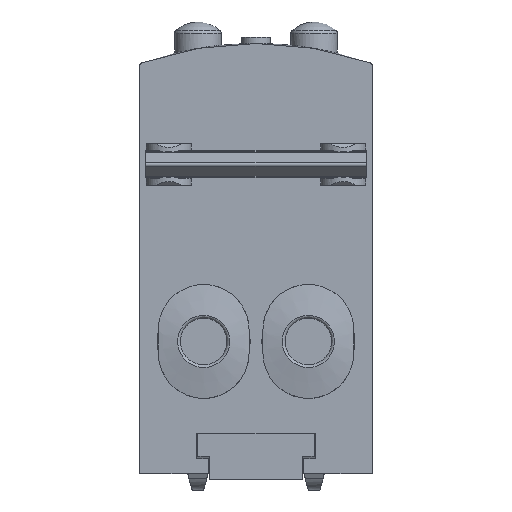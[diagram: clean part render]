
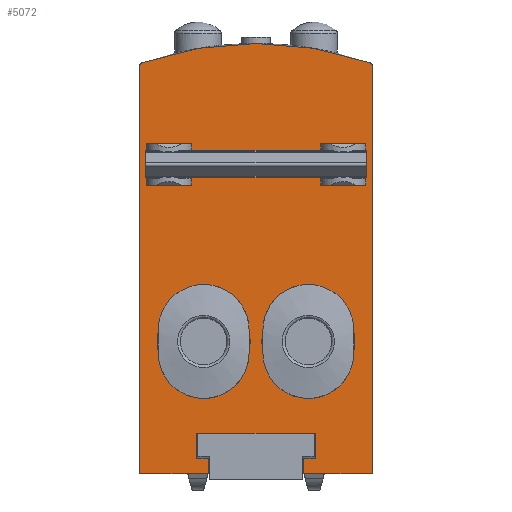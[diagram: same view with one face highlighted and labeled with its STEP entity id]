
A CAD part, front view. The second image highlights one B-rep face of the part: STEP entity #5072.
In plain terms, the highlighted planar face has unit normal (0, -1, 0).
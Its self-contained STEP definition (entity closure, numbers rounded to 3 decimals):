
#69=PLANE('',#5366);
#276=CIRCLE('',#5343,30.);
#289=CIRCLE('',#5367,0.3);
#290=CIRCLE('',#5368,0.3);
#291=CIRCLE('',#5369,4.);
#292=CIRCLE('',#5370,4.);
#543=ORIENTED_EDGE('',*,*,#1431,.F.);
#544=ORIENTED_EDGE('',*,*,#1461,.F.);
#545=ORIENTED_EDGE('',*,*,#1442,.F.);
#546=ORIENTED_EDGE('',*,*,#1572,.F.);
#547=ORIENTED_EDGE('',*,*,#1465,.F.);
#548=ORIENTED_EDGE('',*,*,#1495,.F.);
#549=ORIENTED_EDGE('',*,*,#1476,.F.);
#550=ORIENTED_EDGE('',*,*,#1573,.F.);
#551=ORIENTED_EDGE('',*,*,#1444,.F.);
#552=ORIENTED_EDGE('',*,*,#1574,.T.);
#553=ORIENTED_EDGE('',*,*,#1448,.F.);
#554=ORIENTED_EDGE('',*,*,#1459,.T.);
#555=ORIENTED_EDGE('',*,*,#1478,.F.);
#556=ORIENTED_EDGE('',*,*,#1575,.T.);
#557=ORIENTED_EDGE('',*,*,#1482,.F.);
#558=ORIENTED_EDGE('',*,*,#1493,.T.);
#559=ORIENTED_EDGE('',*,*,#1576,.F.);
#560=ORIENTED_EDGE('',*,*,#1577,.F.);
#561=ORIENTED_EDGE('',*,*,#1578,.F.);
#562=ORIENTED_EDGE('',*,*,#1511,.F.);
#563=ORIENTED_EDGE('',*,*,#1579,.F.);
#564=ORIENTED_EDGE('',*,*,#1580,.T.);
#565=ORIENTED_EDGE('',*,*,#1581,.F.);
#566=ORIENTED_EDGE('',*,*,#1582,.T.);
#567=ORIENTED_EDGE('',*,*,#1583,.T.);
#568=ORIENTED_EDGE('',*,*,#1584,.T.);
#569=ORIENTED_EDGE('',*,*,#1561,.T.);
#570=ORIENTED_EDGE('',*,*,#1585,.T.);
#571=ORIENTED_EDGE('',*,*,#1569,.T.);
#572=ORIENTED_EDGE('',*,*,#1586,.T.);
#573=ORIENTED_EDGE('',*,*,#1587,.T.);
#574=ORIENTED_EDGE('',*,*,#1588,.T.);
#575=ORIENTED_EDGE('',*,*,#1589,.F.);
#576=ORIENTED_EDGE('',*,*,#1590,.F.);
#1431=EDGE_CURVE('',#1951,#1952,#2303,.F.);
#1442=EDGE_CURVE('',#1962,#1948,#2304,.T.);
#1444=EDGE_CURVE('',#1963,#1965,#2305,.F.);
#1448=EDGE_CURVE('',#1968,#1969,#2306,.T.);
#1459=EDGE_CURVE('',#1968,#1965,#2308,.T.);
#1461=EDGE_CURVE('',#1948,#1951,#2310,.T.);
#1465=EDGE_CURVE('',#1981,#1982,#2311,.F.);
#1476=EDGE_CURVE('',#1992,#1978,#2312,.T.);
#1478=EDGE_CURVE('',#1993,#1995,#2313,.F.);
#1482=EDGE_CURVE('',#1998,#1999,#2314,.T.);
#1493=EDGE_CURVE('',#1998,#1995,#2316,.T.);
#1495=EDGE_CURVE('',#1978,#1981,#2318,.T.);
#1511=EDGE_CURVE('',#2023,#2024,#276,.T.);
#1561=EDGE_CURVE('',#2069,#2068,#2351,.T.);
#1569=EDGE_CURVE('',#2077,#2076,#2359,.T.);
#1572=EDGE_CURVE('',#1952,#1962,#2362,.T.);
#1573=EDGE_CURVE('',#1982,#1992,#2363,.T.);
#1574=EDGE_CURVE('',#1963,#1969,#2364,.T.);
#1575=EDGE_CURVE('',#1993,#1999,#2365,.T.);
#1576=EDGE_CURVE('',#2079,#2080,#2366,.T.);
#1577=EDGE_CURVE('',#2081,#2079,#2367,.T.);
#1578=EDGE_CURVE('',#2024,#2081,#289,.T.);
#1579=EDGE_CURVE('',#2082,#2023,#290,.T.);
#1580=EDGE_CURVE('',#2082,#2083,#2368,.T.);
#1581=EDGE_CURVE('',#2084,#2083,#2369,.T.);
#1582=EDGE_CURVE('',#2084,#2085,#2370,.T.);
#1583=EDGE_CURVE('',#2085,#2086,#2371,.T.);
#1584=EDGE_CURVE('',#2086,#2069,#2372,.T.);
#1585=EDGE_CURVE('',#2068,#2077,#2373,.T.);
#1586=EDGE_CURVE('',#2076,#2087,#2374,.T.);
#1587=EDGE_CURVE('',#2087,#2088,#2375,.T.);
#1588=EDGE_CURVE('',#2088,#2080,#2376,.T.);
#1589=EDGE_CURVE('',#2089,#2089,#291,.F.);
#1590=EDGE_CURVE('',#2090,#2090,#292,.F.);
#1948=VERTEX_POINT('',#6781);
#1951=VERTEX_POINT('',#6786);
#1952=VERTEX_POINT('',#6788);
#1962=VERTEX_POINT('',#6826);
#1963=VERTEX_POINT('',#6830);
#1965=VERTEX_POINT('',#6833);
#1968=VERTEX_POINT('',#6839);
#1969=VERTEX_POINT('',#6841);
#1978=VERTEX_POINT('',#6885);
#1981=VERTEX_POINT('',#6890);
#1982=VERTEX_POINT('',#6892);
#1992=VERTEX_POINT('',#6930);
#1993=VERTEX_POINT('',#6934);
#1995=VERTEX_POINT('',#6937);
#1998=VERTEX_POINT('',#6943);
#1999=VERTEX_POINT('',#6945);
#2023=VERTEX_POINT('',#7030);
#2024=VERTEX_POINT('',#7031);
#2068=VERTEX_POINT('',#7190);
#2069=VERTEX_POINT('',#7192);
#2076=VERTEX_POINT('',#7206);
#2077=VERTEX_POINT('',#7208);
#2079=VERTEX_POINT('',#7218);
#2080=VERTEX_POINT('',#7219);
#2081=VERTEX_POINT('',#7221);
#2082=VERTEX_POINT('',#7224);
#2083=VERTEX_POINT('',#7226);
#2084=VERTEX_POINT('',#7228);
#2085=VERTEX_POINT('',#7230);
#2086=VERTEX_POINT('',#7232);
#2087=VERTEX_POINT('',#7236);
#2088=VERTEX_POINT('',#7238);
#2089=VERTEX_POINT('',#7241);
#2090=VERTEX_POINT('',#7243);
#2303=LINE('',#6787,#2641);
#2304=LINE('',#6827,#2642);
#2305=LINE('',#6832,#2643);
#2306=LINE('',#6840,#2644);
#2308=LINE('',#6879,#2646);
#2310=LINE('',#6882,#2648);
#2311=LINE('',#6891,#2649);
#2312=LINE('',#6931,#2650);
#2313=LINE('',#6936,#2651);
#2314=LINE('',#6944,#2652);
#2316=LINE('',#6983,#2654);
#2318=LINE('',#6986,#2656);
#2351=LINE('',#7191,#2689);
#2359=LINE('',#7207,#2697);
#2362=LINE('',#7213,#2700);
#2363=LINE('',#7214,#2701);
#2364=LINE('',#7215,#2702);
#2365=LINE('',#7216,#2703);
#2366=LINE('',#7217,#2704);
#2367=LINE('',#7220,#2705);
#2368=LINE('',#7225,#2706);
#2369=LINE('',#7227,#2707);
#2370=LINE('',#7229,#2708);
#2371=LINE('',#7231,#2709);
#2372=LINE('',#7233,#2710);
#2373=LINE('',#7234,#2711);
#2374=LINE('',#7235,#2712);
#2375=LINE('',#7237,#2713);
#2376=LINE('',#7239,#2714);
#2641=VECTOR('',#5695,1000.);
#2642=VECTOR('',#5704,1000.);
#2643=VECTOR('',#5709,1000.);
#2644=VECTOR('',#5716,1000.);
#2646=VECTOR('',#5726,1000.);
#2648=VECTOR('',#5730,1000.);
#2649=VECTOR('',#5739,1000.);
#2650=VECTOR('',#5748,1000.);
#2651=VECTOR('',#5753,1000.);
#2652=VECTOR('',#5760,1000.);
#2654=VECTOR('',#5770,1000.);
#2656=VECTOR('',#5774,1000.);
#2689=VECTOR('',#5875,1000.);
#2697=VECTOR('',#5883,1000.);
#2700=VECTOR('',#5888,1000.);
#2701=VECTOR('',#5889,1000.);
#2702=VECTOR('',#5890,1000.);
#2703=VECTOR('',#5891,1000.);
#2704=VECTOR('',#5892,1000.);
#2705=VECTOR('',#5893,1000.);
#2706=VECTOR('',#5898,1000.);
#2707=VECTOR('',#5899,1000.);
#2708=VECTOR('',#5900,1000.);
#2709=VECTOR('',#5901,1000.);
#2710=VECTOR('',#5902,1000.);
#2711=VECTOR('',#5903,1000.);
#2712=VECTOR('',#5904,1000.);
#2713=VECTOR('',#5905,1000.);
#2714=VECTOR('',#5906,1000.);
#3014=EDGE_LOOP('',(#543,#544,#545,#546));
#3015=EDGE_LOOP('',(#547,#548,#549,#550));
#3016=EDGE_LOOP('',(#551,#552,#553,#554));
#3017=EDGE_LOOP('',(#555,#556,#557,#558));
#3018=EDGE_LOOP('',(#559,#560,#561,#562,#563,#564,#565,#566,#567,#568,#569,
#570,#571,#572,#573,#574));
#3019=EDGE_LOOP('',(#575));
#3020=EDGE_LOOP('',(#576));
#3303=FACE_BOUND('',#3014,.T.);
#3304=FACE_BOUND('',#3015,.T.);
#3305=FACE_BOUND('',#3016,.T.);
#3306=FACE_BOUND('',#3017,.T.);
#3307=FACE_BOUND('',#3018,.T.);
#3308=FACE_BOUND('',#3019,.T.);
#3309=FACE_BOUND('',#3020,.T.);
#5072=ADVANCED_FACE('',(#3303,#3304,#3305,#3306,#3307,#3308,#3309),#69,
 .F.);
#5343=AXIS2_PLACEMENT_3D('',#7029,#5802,#5803);
#5366=AXIS2_PLACEMENT_3D('',#7212,#5886,#5887);
#5367=AXIS2_PLACEMENT_3D('',#7222,#5894,#5895);
#5368=AXIS2_PLACEMENT_3D('',#7223,#5896,#5897);
#5369=AXIS2_PLACEMENT_3D('',#7240,#5907,#5908);
#5370=AXIS2_PLACEMENT_3D('',#7242,#5909,#5910);
#5695=DIRECTION('',(0.,0.,-1.));
#5704=DIRECTION('',(0.,0.,-1.));
#5709=DIRECTION('',(0.,0.,-1.));
#5716=DIRECTION('',(0.,0.,-1.));
#5726=DIRECTION('',(1.,0.,0.));
#5730=DIRECTION('',(1.,0.,0.));
#5739=DIRECTION('',(0.,0.,-1.));
#5748=DIRECTION('',(0.,0.,-1.));
#5753=DIRECTION('',(0.,0.,-1.));
#5760=DIRECTION('',(0.,0.,-1.));
#5770=DIRECTION('',(1.,0.,0.));
#5774=DIRECTION('',(1.,0.,0.));
#5802=DIRECTION('',(0.,1.,0.));
#5803=DIRECTION('',(1.,0.,0.));
#5875=DIRECTION('',(1.,0.,0.));
#5883=DIRECTION('',(1.,0.,0.));
#5886=DIRECTION('',(0.,1.,0.));
#5887=DIRECTION('',(0.,0.,1.));
#5888=DIRECTION('',(-1.,0.,0.));
#5889=DIRECTION('',(-1.,0.,0.));
#5890=DIRECTION('',(-1.,0.,0.));
#5891=DIRECTION('',(-1.,0.,0.));
#5892=DIRECTION('',(-1.,0.,0.));
#5893=DIRECTION('',(0.,0.,-1.));
#5894=DIRECTION('',(0.,1.,0.));
#5895=DIRECTION('',(1.,0.,0.));
#5896=DIRECTION('',(0.,1.,0.));
#5897=DIRECTION('',(1.,0.,0.));
#5898=DIRECTION('',(0.,0.,-1.));
#5899=DIRECTION('',(-1.,0.,0.));
#5900=DIRECTION('',(0.,0.,1.));
#5901=DIRECTION('',(-1.,0.,0.));
#5902=DIRECTION('',(0.,0.,1.));
#5903=DIRECTION('',(1.,0.,0.));
#5904=DIRECTION('',(0.,0.,-1.));
#5905=DIRECTION('',(-1.,0.,0.));
#5906=DIRECTION('',(0.,0.,-1.));
#5907=DIRECTION('',(0.,1.,0.));
#5908=DIRECTION('',(0.,0.,1.));
#5909=DIRECTION('',(0.,1.,0.));
#5910=DIRECTION('',(0.,0.,1.));
#6781=CARTESIAN_POINT('',(5.564,0.,24.8));
#6786=CARTESIAN_POINT('',(9.436,0.,24.8));
#6787=CARTESIAN_POINT('',(9.436,0.,28.4));
#6788=CARTESIAN_POINT('',(9.436,0.,25.4));
#6826=CARTESIAN_POINT('',(5.564,0.,25.4));
#6827=CARTESIAN_POINT('',(5.564,0.,28.4));
#6830=CARTESIAN_POINT('',(9.436,0.,27.8));
#6832=CARTESIAN_POINT('',(9.436,0.,28.4));
#6833=CARTESIAN_POINT('',(9.436,0.,28.4));
#6839=CARTESIAN_POINT('',(5.564,0.,28.4));
#6840=CARTESIAN_POINT('',(5.564,0.,28.4));
#6841=CARTESIAN_POINT('',(5.564,0.,27.8));
#6879=CARTESIAN_POINT('',(10.,0.,28.4));
#6882=CARTESIAN_POINT('',(10.,0.,24.8));
#6885=CARTESIAN_POINT('',(-9.436,0.,24.8));
#6890=CARTESIAN_POINT('',(-5.564,0.,24.8));
#6891=CARTESIAN_POINT('',(-5.564,0.,28.4));
#6892=CARTESIAN_POINT('',(-5.564,0.,25.4));
#6930=CARTESIAN_POINT('',(-9.436,0.,25.4));
#6931=CARTESIAN_POINT('',(-9.436,0.,28.4));
#6934=CARTESIAN_POINT('',(-5.564,0.,27.8));
#6936=CARTESIAN_POINT('',(-5.564,0.,28.4));
#6937=CARTESIAN_POINT('',(-5.564,0.,28.4));
#6943=CARTESIAN_POINT('',(-9.436,0.,28.4));
#6944=CARTESIAN_POINT('',(-9.436,0.,28.4));
#6945=CARTESIAN_POINT('',(-9.436,0.,27.8));
#6983=CARTESIAN_POINT('',(10.,0.,28.4));
#6986=CARTESIAN_POINT('',(10.,0.,24.8));
#7029=CARTESIAN_POINT('',(0.,0.,7.));
#7030=CARTESIAN_POINT('',(-9.798,0.,35.355));
#7031=CARTESIAN_POINT('',(9.798,0.,35.355));
#7190=CARTESIAN_POINT('',(-5.,0.,3.5));
#7191=CARTESIAN_POINT('',(-5.1,0.,3.5));
#7192=CARTESIAN_POINT('',(-5.1,0.,3.5));
#7206=CARTESIAN_POINT('',(5.1,0.,3.5));
#7207=CARTESIAN_POINT('',(-5.1,0.,3.5));
#7208=CARTESIAN_POINT('',(5.,0.,3.5));
#7212=CARTESIAN_POINT('',(10.,0.,34.5));
#7213=CARTESIAN_POINT('',(10.,0.,25.4));
#7214=CARTESIAN_POINT('',(10.,0.,25.4));
#7215=CARTESIAN_POINT('',(10.,0.,27.8));
#7216=CARTESIAN_POINT('',(10.,0.,27.8));
#7217=CARTESIAN_POINT('',(10.,0.,0.));
#7218=CARTESIAN_POINT('',(10.,0.,0.));
#7219=CARTESIAN_POINT('',(4.1,0.,0.));
#7220=CARTESIAN_POINT('',(10.,0.,34.5));
#7221=CARTESIAN_POINT('',(10.,0.,35.071));
#7222=CARTESIAN_POINT('',(9.7,0.,35.071));
#7223=CARTESIAN_POINT('',(-9.7,0.,35.071));
#7224=CARTESIAN_POINT('',(-10.,0.,35.071));
#7225=CARTESIAN_POINT('',(-10.,0.,34.5));
#7226=CARTESIAN_POINT('',(-10.,0.,0.));
#7227=CARTESIAN_POINT('',(10.,0.,0.));
#7228=CARTESIAN_POINT('',(-4.1,0.,0.));
#7229=CARTESIAN_POINT('',(-4.1,0.,0.));
#7230=CARTESIAN_POINT('',(-4.1,0.,1.3));
#7231=CARTESIAN_POINT('',(-4.1,0.,1.3));
#7232=CARTESIAN_POINT('',(-5.1,0.,1.3));
#7233=CARTESIAN_POINT('',(-5.1,0.,1.3));
#7234=CARTESIAN_POINT('',(-5.1,0.,3.5));
#7235=CARTESIAN_POINT('',(5.1,0.,3.5));
#7236=CARTESIAN_POINT('',(5.1,0.,1.3));
#7237=CARTESIAN_POINT('',(5.1,0.,1.3));
#7238=CARTESIAN_POINT('',(4.1,0.,1.3));
#7239=CARTESIAN_POINT('',(4.1,0.,1.3));
#7240=CARTESIAN_POINT('',(-4.5,0.,11.375));
#7241=CARTESIAN_POINT('',(-4.5,0.,15.375));
#7242=CARTESIAN_POINT('',(4.5,0.,11.375));
#7243=CARTESIAN_POINT('',(4.5,0.,15.375));
